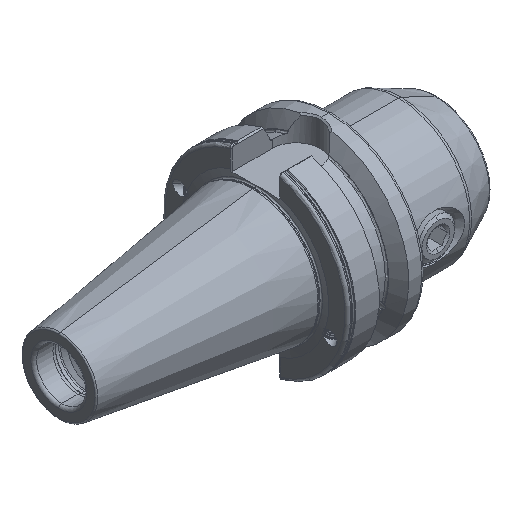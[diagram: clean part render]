
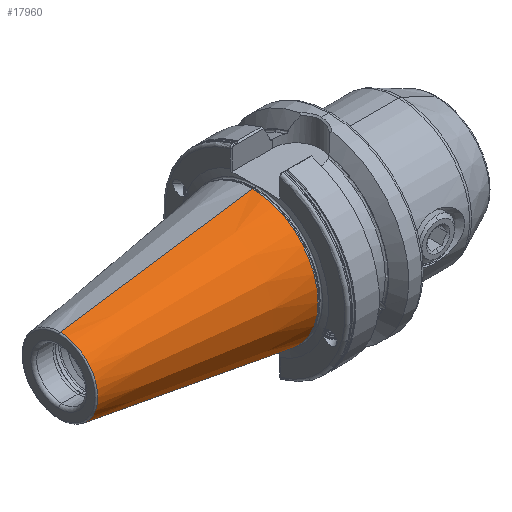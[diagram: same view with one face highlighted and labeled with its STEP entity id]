
A CAD part, isometric view. The second image highlights one B-rep face of the part: STEP entity #17960.
In plain terms, the highlighted conical face has half-angle 8.297 degrees and reference radius 22.24 mm.
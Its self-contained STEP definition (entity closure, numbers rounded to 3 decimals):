
#4270 = VECTOR ( 'NONE', #9810, 1000. ) ;
#4285 = VECTOR ( 'NONE', #9778, 1000. ) ;
#4301 = LINE ( 'NONE', #9777, #4270 ) ;
#4314 = LINE ( 'NONE', #9766, #4285 ) ;
#4384 = CIRCLE ( 'NONE', #20610, 22.24 ) ;
#4386 = CIRCLE ( 'NONE', #20612, 12.75 ) ;
#4513 = FACE_OUTER_BOUND ( 'NONE', #12526, .T. ) ;
#4529 = CONICAL_SURFACE ( 'NONE', #20714, 22.24, 0.145 ) ;
#9766 = CARTESIAN_POINT ( 'NONE',  ( -0.9, 0., -22.24 ) ) ;
#9777 = CARTESIAN_POINT ( 'NONE',  ( -0.9, 0., 22.24 ) ) ;
#9778 = DIRECTION ( 'NONE',  ( 0.99, 0., -0.144 ) ) ;
#9810 = DIRECTION ( 'NONE',  ( 0.99, 0., 0.144 ) ) ;
#10197 = CARTESIAN_POINT ( 'NONE',  ( -0.9, 0., 0. ) ) ;
#10201 = DIRECTION ( 'NONE',  ( 0., 0., -1. ) ) ;
#10209 = DIRECTION ( 'NONE',  ( 1., 0., 0. ) ) ;
#10215 = CARTESIAN_POINT ( 'NONE',  ( -65.972, 0., 0. ) ) ;
#10236 = DIRECTION ( 'NONE',  ( 1., 0., 0. ) ) ;
#10240 = DIRECTION ( 'NONE',  ( 0., 0., -1. ) ) ;
#10544 = EDGE_CURVE ( 'NONE', #12099, #12078, #4301, .T. ) ;
#10549 = EDGE_CURVE ( 'NONE', #12075, #12040, #4314, .T. ) ;
#10624 = EDGE_CURVE ( 'NONE', #12078, #12040, #4384, .T. ) ;
#10626 = EDGE_CURVE ( 'NONE', #12099, #12075, #4386, .T. ) ;
#12040 = VERTEX_POINT ( 'NONE', #13889 ) ;
#12075 = VERTEX_POINT ( 'NONE', #13933 ) ;
#12078 = VERTEX_POINT ( 'NONE', #13909 ) ;
#12099 = VERTEX_POINT ( 'NONE', #13958 ) ;
#12526 = EDGE_LOOP ( 'NONE', ( #22879, #22789, #22826, #22813 ) ) ;
#13889 = CARTESIAN_POINT ( 'NONE',  ( -0.9, 0., -22.24 ) ) ;
#13909 = CARTESIAN_POINT ( 'NONE',  ( -0.9, 0., 22.24 ) ) ;
#13933 = CARTESIAN_POINT ( 'NONE',  ( -65.972, 0., -12.75 ) ) ;
#13958 = CARTESIAN_POINT ( 'NONE',  ( -65.972, 0., 12.75 ) ) ;
#14280 = DIRECTION ( 'NONE',  ( 0., 0., -1. ) ) ;
#14284 = DIRECTION ( 'NONE',  ( 1., 0., 0. ) ) ;
#14296 = CARTESIAN_POINT ( 'NONE',  ( -0.9, 0., 0. ) ) ;
#17960 = ADVANCED_FACE ( 'NONE', ( #4513 ), #4529, .T. ) ;
#20610 = AXIS2_PLACEMENT_3D ( 'NONE', #10197, #10209, #10201 ) ;
#20612 = AXIS2_PLACEMENT_3D ( 'NONE', #10215, #10236, #10240 ) ;
#20714 = AXIS2_PLACEMENT_3D ( 'NONE', #14296, #14284, #14280 ) ;
#22789 = ORIENTED_EDGE ( 'NONE', *, *, #10626, .T. ) ;
#22813 = ORIENTED_EDGE ( 'NONE', *, *, #10624, .F. ) ;
#22826 = ORIENTED_EDGE ( 'NONE', *, *, #10549, .T. ) ;
#22879 = ORIENTED_EDGE ( 'NONE', *, *, #10544, .F. ) ;
